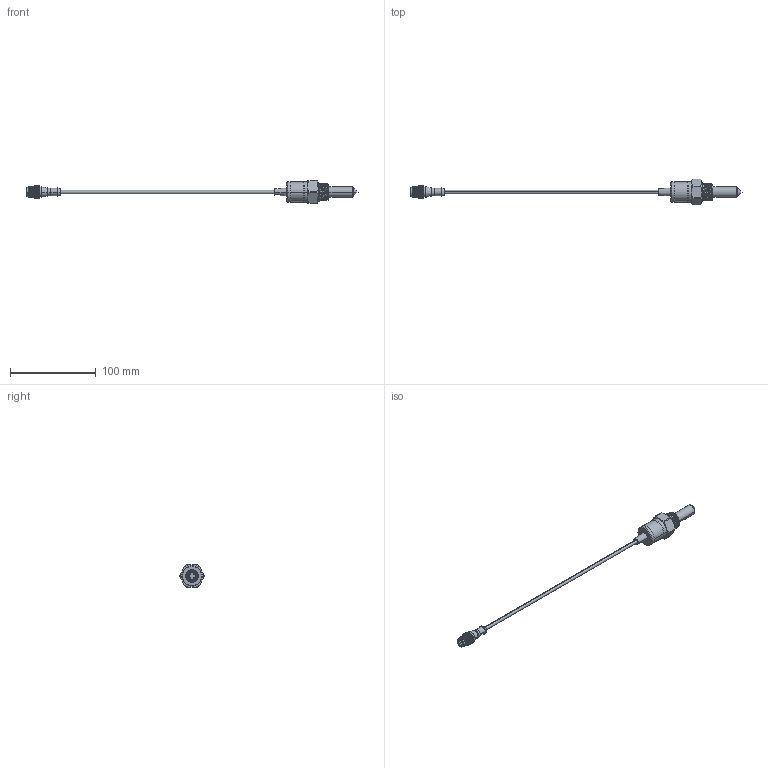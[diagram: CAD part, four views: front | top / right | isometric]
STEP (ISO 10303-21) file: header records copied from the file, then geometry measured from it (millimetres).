
FILE_DESCRIPTION((''),'2;1');
FILE_NAME('234293_SM01_ASM','2023-05-08T09:01:46',('banengservice'),('BANNER ENGINEERING'),'CREO PARAMETRIC BY PTC INC, 2022414','CREO PARAMETRIC BY PTC INC, 2022414','');
FILE_SCHEMA(('CONFIG_CONTROL_DESIGN'));
Products named in the file (4): 234293_EP01; 234293_EP03; 234293_EP02; 234293_SM01_ASM
Assembly tree (3 placements, depth 2):
  234293_SM01_ASM
    234293_EP01
    234293_EP03
    234293_EP02
Bounding box: 388.08 x 29.5 x 26 mm (x, y, z)
Volume: 31822.5 mm3; surface area: 13138.8 mm2
Topology: 3 solids, 5 shells, 2022 faces, 4538 edges, 2536 vertices
Faces by surface type: bspline 1306, cylinder 465, plane 181, cone 52, torus 8, sphere 8, revolution 2
Entity records: 86096 total; most frequent: CARTESIAN_POINT 52761, ORIENTED_EDGE 9056, EDGE_CURVE 4528, B_SPLINE_CURVE_WITH_KNOTS 3552, DIRECTION 2748, VERTEX_POINT 2536, EDGE_LOOP 2046, FACE_OUTER_BOUND 2022
